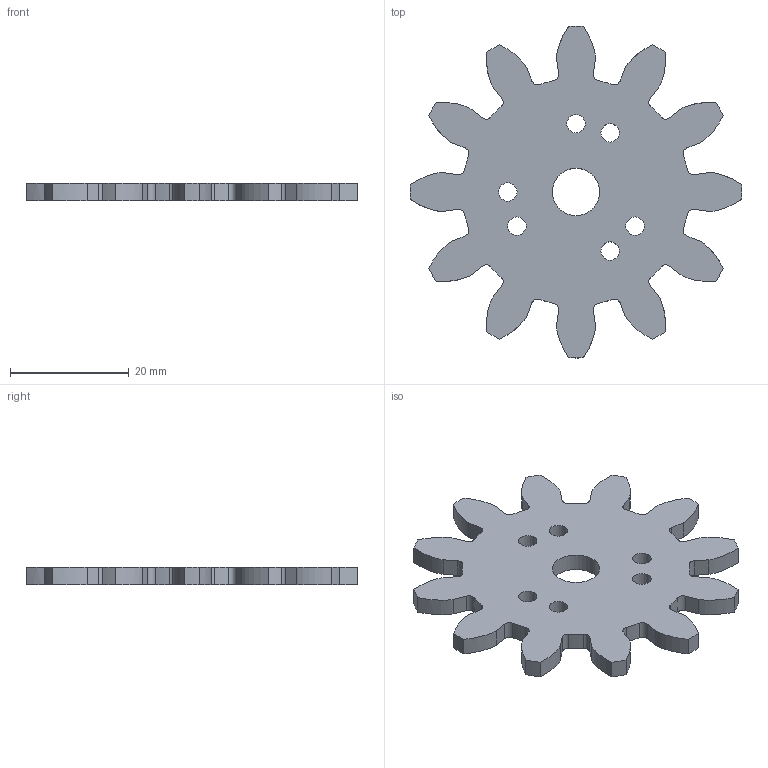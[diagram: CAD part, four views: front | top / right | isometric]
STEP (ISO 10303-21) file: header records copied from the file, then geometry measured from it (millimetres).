
FILE_DESCRIPTION(/* description */ (''),/* implementation_level */ '2;1');
FILE_NAME(/* name */ 'Spur Gear (12 teeth).step',/* time_stamp */ '2023-07-30T19:20:53+08:00',/* author */ (''),/* organization */ (''),/* preprocessor_version */ 'ST-DEVELOPER v19.2',/* originating_system */ 'Autodesk Translation Framework v11.17.0.187',/* authorisation */ '');
FILE_SCHEMA (('AUTOMOTIVE_DESIGN { 1 0 10303 214 3 1 1 }'));
Length unit declared in the file: millimetre
Products named in the file (2): Spur Gear (12 teeth); Spur Gear (12 teeth)_1
Assembly tree (1 placements, depth 2):
  Spur Gear (12 teeth)
    Spur Gear (12 teeth)_1
Bounding box: 55.99 x 55.99 x 3 mm (x, y, z)
Volume: 4939.5 mm3; surface area: 4450.4 mm2
Topology: 1 solids, 1 shells, 105 faces, 309 edges, 206 vertices
Faces by surface type: cylinder 55, plane 26, bspline 24
Full cylindrical faces by diameter (mm): 3.1 x6, 8 x1
Entity records: 10502 total; most frequent: CARTESIAN_POINT 7751, ORIENTED_EDGE 618, DIRECTION 539, EDGE_CURVE 309, VERTEX_POINT 206, AXIS2_PLACEMENT_3D 194, LINE 151, VECTOR 151
